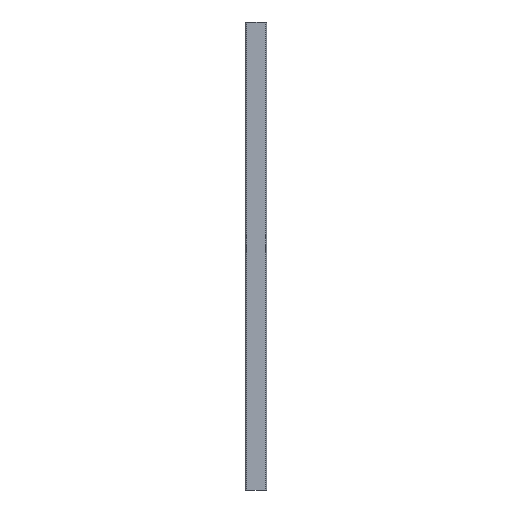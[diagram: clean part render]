
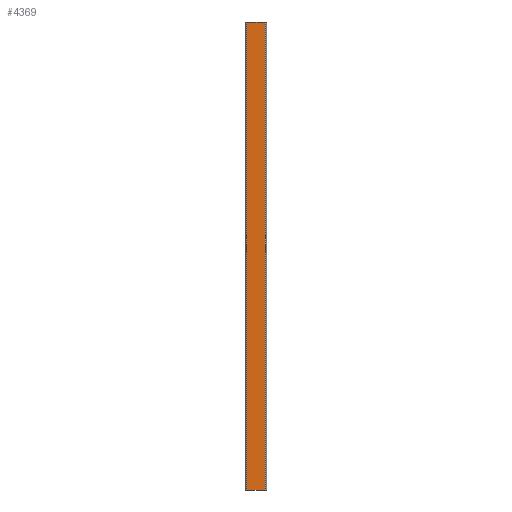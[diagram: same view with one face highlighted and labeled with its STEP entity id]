
A CAD part, left-side view. The second image highlights one B-rep face of the part: STEP entity #4369.
In plain terms, the highlighted face is planar.
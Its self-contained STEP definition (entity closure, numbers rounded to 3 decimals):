
#2161=ORIENTED_EDGE('',*,*,#3076,.T.);
#2162=ORIENTED_EDGE('',*,*,#3077,.F.);
#2163=ORIENTED_EDGE('',*,*,#3073,.F.);
#2164=ORIENTED_EDGE('',*,*,#3078,.T.);
#2559=VECTOR('',#3475,1.);
#2560=VECTOR('',#3482,1.);
#2561=VECTOR('',#3483,1.);
#2562=VECTOR('',#3484,1.);
#2747=LINE('',#3859,#2559);
#2748=LINE('',#3865,#2560);
#2749=LINE('',#3866,#2561);
#2750=LINE('',#3867,#2562);
#2925=VERTEX_POINT('',#3857);
#2926=VERTEX_POINT('',#3858);
#2927=VERTEX_POINT('',#3863);
#2928=VERTEX_POINT('',#3864);
#3073=EDGE_CURVE('',#2925,#2926,#2747,.T.);
#3076=EDGE_CURVE('',#2927,#2928,#2748,.T.);
#3077=EDGE_CURVE('',#2926,#2928,#2749,.T.);
#3078=EDGE_CURVE('',#2925,#2927,#2750,.T.);
#3257=EDGE_LOOP('',(#2161,#2162,#2163,#2164));
#3343=FACE_BOUND('',#3257,.T.);
#3475=DIRECTION('',(-1000.,0.,0.));
#3480=DIRECTION('',(0.,0.,-1.));
#3481=DIRECTION('',(0.,1.,0.));
#3482=DIRECTION('',(-1000.,0.,0.));
#3483=DIRECTION('',(0.,-39.,0.));
#3484=DIRECTION('',(0.,-39.,0.));
#3857=CARTESIAN_POINT('',(1000.,19.5,-22.5));
#3858=CARTESIAN_POINT('',(0.,19.5,-22.5));
#3859=CARTESIAN_POINT('',(1000.,19.5,-22.5));
#3862=CARTESIAN_POINT('',(1000.,-19.5,-22.5));
#3863=CARTESIAN_POINT('',(1000.,-19.5,-22.5));
#3864=CARTESIAN_POINT('',(0.,-19.5,-22.5));
#3865=CARTESIAN_POINT('',(1000.,-19.5,-22.5));
#3866=CARTESIAN_POINT('',(0.,19.5,-22.5));
#3867=CARTESIAN_POINT('',(1000.,19.5,-22.5));
#4218=AXIS2_PLACEMENT_3D('',#3862,#3480,#3481);
#4306=PLANE('',#4218);
#4369=ADVANCED_FACE('',(#3343),#4306,.T.);
